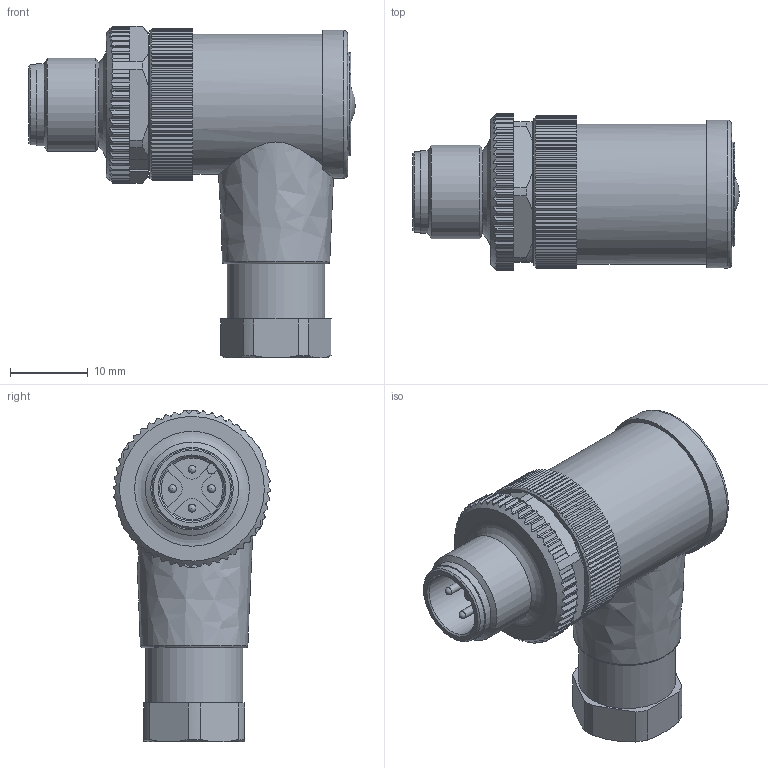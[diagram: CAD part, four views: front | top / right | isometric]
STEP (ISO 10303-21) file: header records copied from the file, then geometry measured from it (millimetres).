
FILE_DESCRIPTION(/* description */ (''),/* implementation_level */ '2;1');
FILE_NAME(/* name */ 'WWASC4K_stp.stp',/* time_stamp */ '2016-07-14T10:45:03+02:00',/* author */ (''),/* organization */ (''),/* preprocessor_version */ 'ST-DEVELOPER v16',/* originating_system */ 'SIEMENS PLM Software NX 10.0',/* authorisation */ '');
FILE_SCHEMA (('AUTOMOTIVE_DESIGN { 1 0 10303 214 3 1 1 1 }'));
Length unit declared in the file: millimetre
Products named in the file (1): 0-75-003
Bounding box: 42 x 20.2 x 42.63 mm (x, y, z)
Volume: 12565 mm3; surface area: 4624.6 mm2
Topology: 1 solids, 1 shells, 621 faces, 1815 edges, 1209 vertices
Faces by surface type: plane 359, cylinder 230, cone 16, bspline 7, sphere 5, torus 4
Full cylindrical faces by diameter (mm): 1 x4, 2 x1, 8.3 x1, 10.3 x1, 10.6 x1, 12 x1, 12.5 x1, 13.9 x1, 18 x1, 19 x1
Entity records: 22048 total; most frequent: CARTESIAN_POINT 6405, ORIENTED_EDGE 3526, DIRECTION 2912, EDGE_CURVE 1763, VERTEX_POINT 1181, AXIS2_PLACEMENT_3D 1005, LINE 902, VECTOR 902
